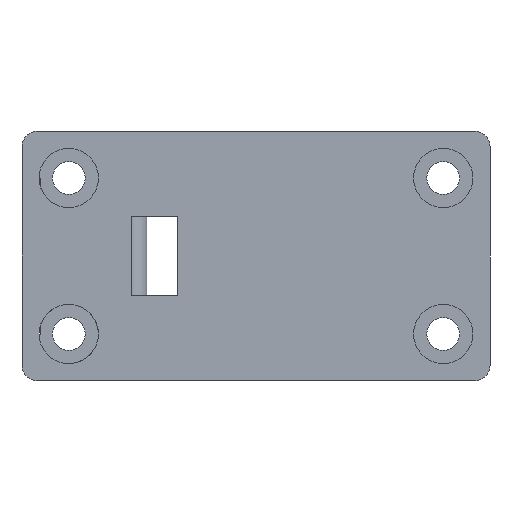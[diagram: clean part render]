
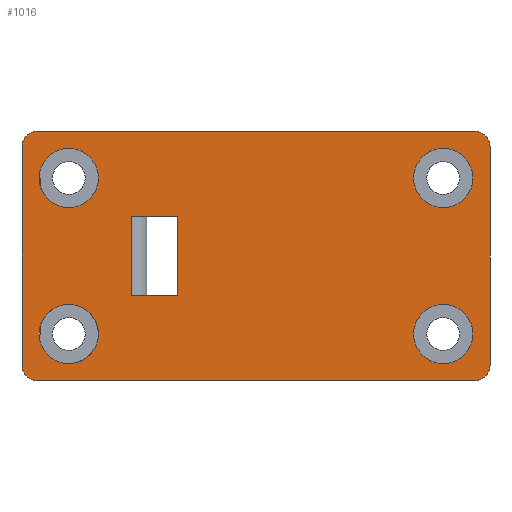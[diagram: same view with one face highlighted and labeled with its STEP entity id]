
A CAD part, left-side view. The second image highlights one B-rep face of the part: STEP entity #1016.
In plain terms, the highlighted planar face has unit normal (-1, 0, 0).
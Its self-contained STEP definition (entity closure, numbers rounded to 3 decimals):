
#32=FACE_BOUND('',#236,.T.);
#33=FACE_BOUND('',#237,.T.);
#34=FACE_BOUND('',#238,.T.);
#35=FACE_BOUND('',#239,.T.);
#36=FACE_BOUND('',#240,.T.);
#37=CIRCLE('',#1033,1.9);
#76=CIRCLE('',#1113,1.9);
#78=CIRCLE('',#1117,1.9);
#80=CIRCLE('',#1121,1.9);
#81=CIRCLE('',#1125,1.);
#82=CIRCLE('',#1127,1.);
#83=CIRCLE('',#1130,1.);
#84=CIRCLE('',#1133,1.);
#162=FACE_OUTER_BOUND('',#235,.T.);
#235=EDGE_LOOP('',(#911,#912,#913,#914,#915,#916,#917,#918));
#236=EDGE_LOOP('',(#919,#920,#921,#922));
#237=EDGE_LOOP('',(#923));
#238=EDGE_LOOP('',(#924));
#239=EDGE_LOOP('',(#925));
#240=EDGE_LOOP('',(#926));
#253=LINE('',#1480,#343);
#268=LINE('',#1511,#358);
#274=LINE('',#1528,#364);
#317=LINE('',#1647,#407);
#318=LINE('',#1651,#408);
#322=LINE('',#1698,#412);
#326=LINE('',#1709,#416);
#329=LINE('',#1717,#419);
#343=VECTOR('',#1175,10.);
#358=VECTOR('',#1202,10.);
#364=VECTOR('',#1216,10.);
#407=VECTOR('',#1321,10.);
#408=VECTOR('',#1328,10.);
#412=VECTOR('',#1404,10.);
#416=VECTOR('',#1418,10.);
#419=VECTOR('',#1427,10.);
#429=VERTEX_POINT('',#1454);
#436=VERTEX_POINT('',#1473);
#439=VERTEX_POINT('',#1478);
#448=VERTEX_POINT('',#1508);
#449=VERTEX_POINT('',#1510);
#455=VERTEX_POINT('',#1525);
#456=VERTEX_POINT('',#1527);
#502=VERTEX_POINT('',#1677);
#504=VERTEX_POINT('',#1684);
#506=VERTEX_POINT('',#1691);
#507=VERTEX_POINT('',#1696);
#508=VERTEX_POINT('',#1697);
#509=VERTEX_POINT('',#1704);
#510=VERTEX_POINT('',#1708);
#511=VERTEX_POINT('',#1712);
#512=VERTEX_POINT('',#1716);
#521=EDGE_CURVE('',#429,#429,#37,.F.);
#534=EDGE_CURVE('',#439,#436,#253,.T.);
#550=EDGE_CURVE('',#449,#448,#268,.T.);
#558=EDGE_CURVE('',#456,#455,#274,.T.);
#619=EDGE_CURVE('',#439,#456,#317,.T.);
#621=EDGE_CURVE('',#455,#436,#318,.T.);
#630=EDGE_CURVE('',#502,#502,#76,.F.);
#633=EDGE_CURVE('',#504,#504,#78,.F.);
#636=EDGE_CURVE('',#506,#506,#80,.F.);
#638=EDGE_CURVE('',#507,#508,#322,.T.);
#641=EDGE_CURVE('',#508,#449,#81,.T.);
#642=EDGE_CURVE('',#448,#509,#82,.T.);
#644=EDGE_CURVE('',#509,#510,#326,.T.);
#646=EDGE_CURVE('',#510,#511,#83,.T.);
#648=EDGE_CURVE('',#511,#512,#329,.T.);
#650=EDGE_CURVE('',#512,#507,#84,.T.);
#911=ORIENTED_EDGE('',*,*,#650,.T.);
#912=ORIENTED_EDGE('',*,*,#638,.T.);
#913=ORIENTED_EDGE('',*,*,#641,.T.);
#914=ORIENTED_EDGE('',*,*,#550,.T.);
#915=ORIENTED_EDGE('',*,*,#642,.T.);
#916=ORIENTED_EDGE('',*,*,#644,.T.);
#917=ORIENTED_EDGE('',*,*,#646,.T.);
#918=ORIENTED_EDGE('',*,*,#648,.T.);
#919=ORIENTED_EDGE('',*,*,#619,.T.);
#920=ORIENTED_EDGE('',*,*,#558,.T.);
#921=ORIENTED_EDGE('',*,*,#621,.T.);
#922=ORIENTED_EDGE('',*,*,#534,.F.);
#923=ORIENTED_EDGE('',*,*,#630,.T.);
#924=ORIENTED_EDGE('',*,*,#633,.T.);
#925=ORIENTED_EDGE('',*,*,#636,.T.);
#926=ORIENTED_EDGE('',*,*,#521,.T.);
#960=PLANE('',#1134);
#1016=ADVANCED_FACE('',(#162,#32,#33,#34,#35,#36),#960,.T.);
#1033=AXIS2_PLACEMENT_3D('',#1455,#1149,#1150);
#1113=AXIS2_PLACEMENT_3D('',#1678,#1379,#1380);
#1117=AXIS2_PLACEMENT_3D('',#1685,#1388,#1389);
#1121=AXIS2_PLACEMENT_3D('',#1692,#1397,#1398);
#1125=AXIS2_PLACEMENT_3D('',#1702,#1409,#1410);
#1127=AXIS2_PLACEMENT_3D('',#1705,#1413,#1414);
#1130=AXIS2_PLACEMENT_3D('',#1713,#1422,#1423);
#1133=AXIS2_PLACEMENT_3D('',#1720,#1431,#1432);
#1134=AXIS2_PLACEMENT_3D('',#1721,#1433,#1434);
#1149=DIRECTION('center_axis',(-1.,0.,0.));
#1150=DIRECTION('ref_axis',(0.,0.,1.));
#1175=DIRECTION('',(0.,0.,-1.));
#1202=DIRECTION('',(0.,0.,-1.));
#1216=DIRECTION('',(0.,0.,-1.));
#1321=DIRECTION('',(0.,-1.,0.));
#1328=DIRECTION('',(0.,1.,0.));
#1379=DIRECTION('center_axis',(-1.,0.,0.));
#1380=DIRECTION('ref_axis',(0.,0.,1.));
#1388=DIRECTION('center_axis',(-1.,0.,0.));
#1389=DIRECTION('ref_axis',(0.,0.,1.));
#1397=DIRECTION('center_axis',(-1.,0.,0.));
#1398=DIRECTION('ref_axis',(0.,0.,1.));
#1404=DIRECTION('',(0.,1.,0.));
#1409=DIRECTION('center_axis',(-1.,0.,0.));
#1410=DIRECTION('ref_axis',(0.,0.,1.));
#1413=DIRECTION('center_axis',(-1.,0.,0.));
#1414=DIRECTION('ref_axis',(0.,1.,0.));
#1418=DIRECTION('',(0.,-1.,0.));
#1422=DIRECTION('center_axis',(-1.,0.,0.));
#1423=DIRECTION('ref_axis',(0.,0.,-1.));
#1427=DIRECTION('',(0.,0.,1.));
#1431=DIRECTION('center_axis',(-1.,0.,0.));
#1432=DIRECTION('ref_axis',(0.,-1.,0.));
#1433=DIRECTION('center_axis',(-1.,0.,0.));
#1434=DIRECTION('ref_axis',(0.,0.,1.));
#1454=CARTESIAN_POINT('',(0.4,102.,3.1));
#1455=CARTESIAN_POINT('Origin',(0.4,102.,5.));
#1473=CARTESIAN_POINT('',(0.4,98.,-2.55));
#1478=CARTESIAN_POINT('',(0.4,98.,2.55));
#1480=CARTESIAN_POINT('',(0.4,98.,-1.275));
#1508=CARTESIAN_POINT('',(0.4,105.,-7.));
#1510=CARTESIAN_POINT('',(0.4,105.,7.));
#1511=CARTESIAN_POINT('',(0.4,105.,-3.5));
#1525=CARTESIAN_POINT('',(0.4,95.,-2.55));
#1527=CARTESIAN_POINT('',(0.4,95.,2.55));
#1528=CARTESIAN_POINT('',(0.4,95.,1.275));
#1647=CARTESIAN_POINT('',(0.4,93.5,2.55));
#1651=CARTESIAN_POINT('',(0.4,92.5,-2.55));
#1677=CARTESIAN_POINT('',(0.4,78.,-6.9));
#1678=CARTESIAN_POINT('Origin',(0.4,78.,-5.));
#1684=CARTESIAN_POINT('',(0.4,78.,3.1));
#1685=CARTESIAN_POINT('Origin',(0.4,78.,5.));
#1691=CARTESIAN_POINT('',(0.4,102.,-6.9));
#1692=CARTESIAN_POINT('Origin',(0.4,102.,-5.));
#1696=CARTESIAN_POINT('',(0.4,76.,8.));
#1697=CARTESIAN_POINT('',(0.4,104.,8.));
#1698=CARTESIAN_POINT('',(0.4,97.,8.));
#1702=CARTESIAN_POINT('Origin',(0.4,104.,7.));
#1704=CARTESIAN_POINT('',(0.4,104.,-8.));
#1705=CARTESIAN_POINT('Origin',(0.4,104.,-7.));
#1708=CARTESIAN_POINT('',(0.4,76.,-8.));
#1709=CARTESIAN_POINT('',(0.4,83.,-8.));
#1712=CARTESIAN_POINT('',(0.4,75.,-7.));
#1713=CARTESIAN_POINT('Origin',(0.4,76.,-7.));
#1716=CARTESIAN_POINT('',(0.4,75.,7.));
#1717=CARTESIAN_POINT('',(0.4,75.,3.5));
#1720=CARTESIAN_POINT('Origin',(0.4,76.,7.));
#1721=CARTESIAN_POINT('Origin',(0.4,90.,0.));
